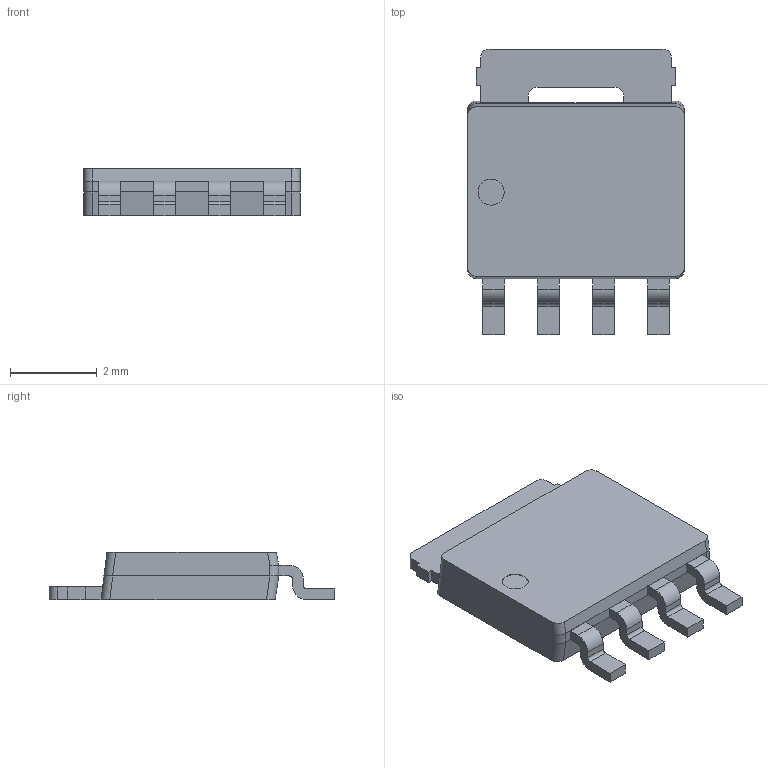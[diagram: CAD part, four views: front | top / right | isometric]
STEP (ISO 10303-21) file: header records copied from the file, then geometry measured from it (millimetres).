
FILE_DESCRIPTION (( 'STEP AP214' ), '1' );
FILE_NAME ('User Library-LFPAK.STEP', '2013-06-09T07:57:36', ( 'Windows User' ), ( '' ), 'SwSTEP 2.0', 'SolidWorks 2013', '' );
FILE_SCHEMA (( 'AUTOMOTIVE_DESIGN' ));
Length unit declared in the file: millimetre
Products named in the file (8): User Library-LFPAK_3_1; User Library-LFPAK_2_1; User Library-LFPAK_1_1; User Library-LFPAK; User Library-LFPAK_7_1; User Library-LFPAK_6_1; User Library-LFPAK_5_1; User Library-LFPAK_4_1
Assembly tree (7 placements, depth 2):
  User Library-LFPAK
    User Library-LFPAK_1_1
    User Library-LFPAK_2_1
    User Library-LFPAK_3_1
    User Library-LFPAK_4_1
    User Library-LFPAK_5_1
    User Library-LFPAK_6_1
    User Library-LFPAK_7_1
Bounding box: 5 x 6.6 x 1.1 mm (x, y, z)
Volume: 23.9 mm3; surface area: 145.6 mm2
Topology: 7 solids, 7 shells, 122 faces, 319 edges, 212 vertices
Faces by surface type: plane 80, cylinder 42
Entity records: 5401 total; most frequent: CARTESIAN_POINT 735, ORIENTED_EDGE 638, DIRECTION 617, EDGE_CURVE 319, VECTOR 237, LINE 237, VERTEX_POINT 212, AXIS2_PLACEMENT_3D 190
